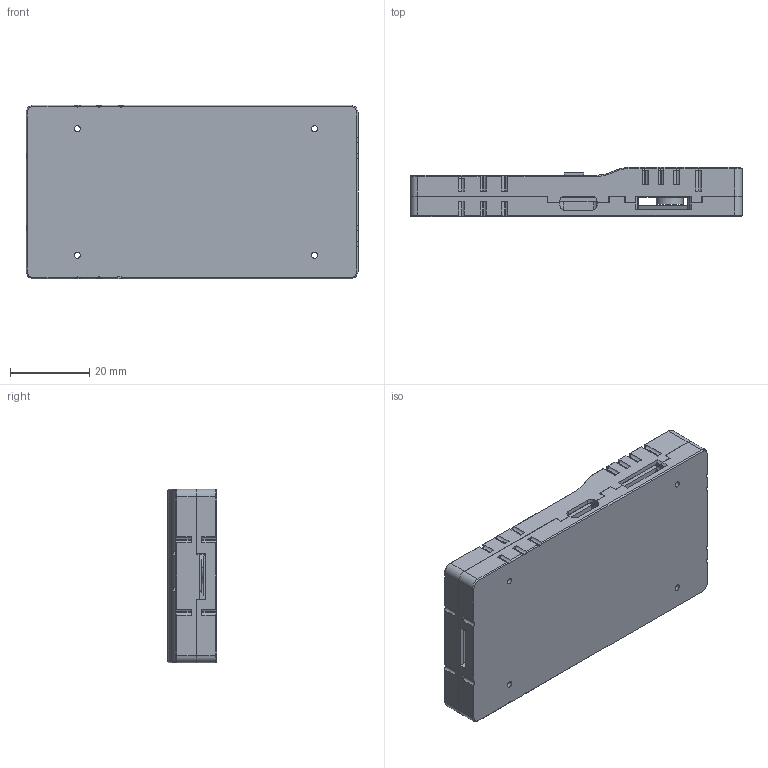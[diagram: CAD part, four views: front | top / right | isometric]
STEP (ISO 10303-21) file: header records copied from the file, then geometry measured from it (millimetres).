
FILE_DESCRIPTION (( 'STEP AP203' ), '1' );
FILE_NAME ('pixhawk6c_Predeterminado_sldprt.STEP', '2024-07-08T06:15:56', ( '' ), ( '' ), 'SwSTEP 2.0', 'SolidWorks 2024', '' );
FILE_SCHEMA (( 'CONFIG_CONTROL_DESIGN' ));
Length unit declared in the file: millimetre
Products named in the file (1): pixhawk6c_Predeterminado_sldprt
Bounding box: 84 x 12.4 x 44 mm (x, y, z)
Volume: 19506.2 mm3; surface area: 30481.4 mm2
Topology: 4 solids, 4 shells, 1515 faces, 4239 edges, 2780 vertices
Faces by surface type: plane 861, cylinder 604, cone 50
Entity records: 49455 total; most frequent: CARTESIAN_POINT 9350, ORIENTED_EDGE 8478, DIRECTION 8382, EDGE_CURVE 4239, LINE 2834, VECTOR 2834, VERTEX_POINT 2780, AXIS2_PLACEMENT_3D 2774
